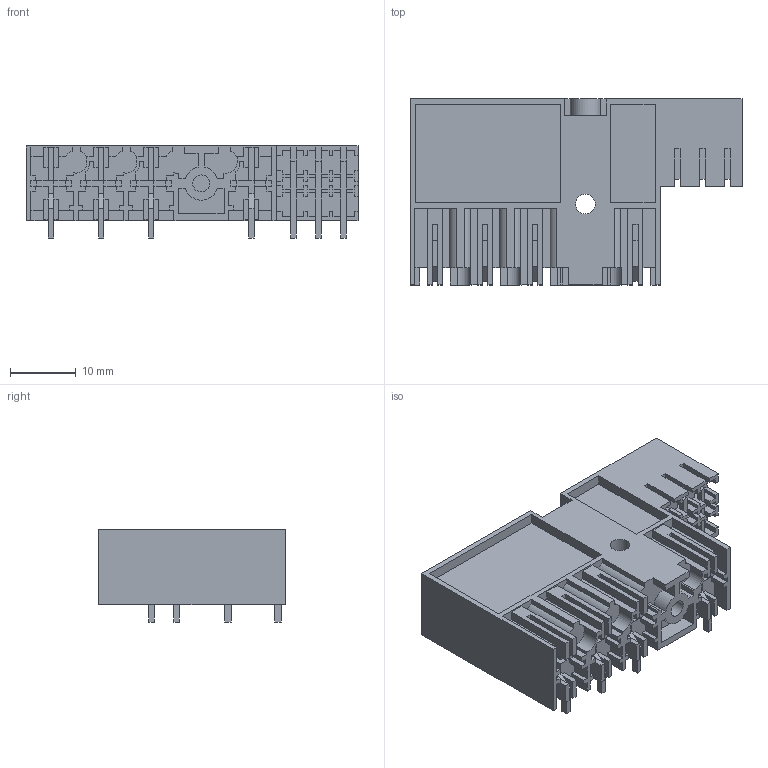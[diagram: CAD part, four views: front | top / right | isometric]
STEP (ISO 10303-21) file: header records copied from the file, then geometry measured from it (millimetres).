
FILE_DESCRIPTION(('CATIA V5 STEP Exchange','CAx-IF Rec.Pracs.--- Model Styling and Organization---1.5--- 2016-08-15','CAx-IF Rec.Pracs.---Supplemental Geometry---1.0---2011-11-01','CAx-IF Rec.Pracs.--- Composite Materials ---1.1---2010-07-15'),'2;1');
FILE_NAME ('209562-1_3', '2024-10-16T12:47:09+00:00', ('none'), ('Weidmueller'), 'CATIA Version 5-6 Release 2022 SP4 HF5', 'CATIA V5 STEP AP214 v3', 'none');
FILE_SCHEMA(('AUTOMOTIVE_DESIGN { 1 0 10303 214 1 1 1 1 }'));
Length unit declared in the file: millimetre
Products named in the file (1): 2529460000
Bounding box: 50.5 x 28.3 x 14 mm (x, y, z)
Volume: 7547.7 mm3; surface area: 10248.3 mm2
Topology: 1 solids, 1 shells, 825 faces, 2430 edges, 1613 vertices
Faces by surface type: plane 780, cylinder 33, cone 12
Entity records: 25667 total; most frequent: ORIENTED_EDGE 4860, CARTESIAN_POINT 4605, DIRECTION 3254, EDGE_CURVE 2430, VECTOR 2315, LINE 2315, VERTEX_POINT 1613, EDGE_LOOP 859
